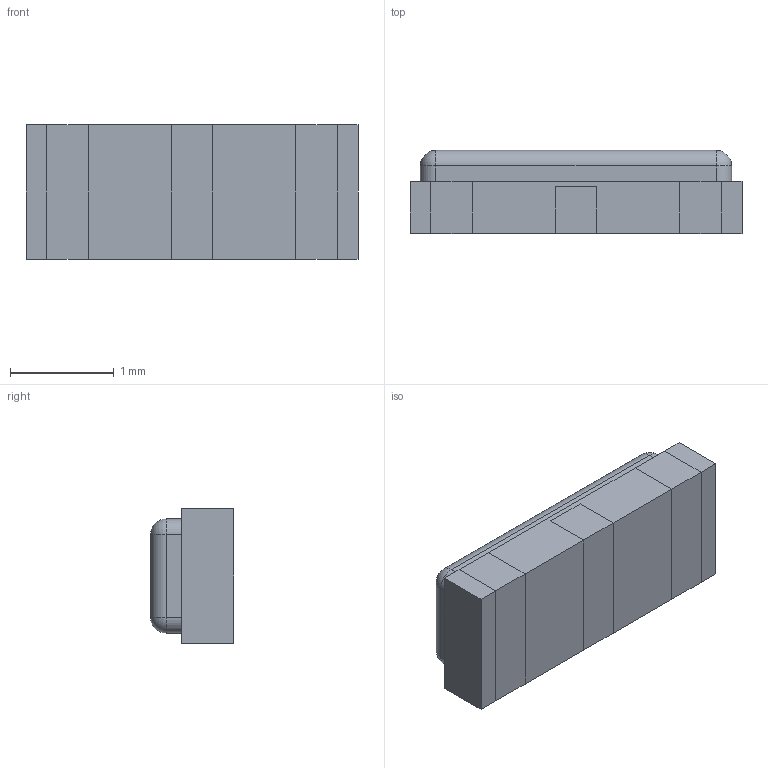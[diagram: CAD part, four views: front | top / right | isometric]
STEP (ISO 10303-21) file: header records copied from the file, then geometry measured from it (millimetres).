
FILE_DESCRIPTION (( 'STEP AP214' ), '1' );
FILE_NAME ('CSTNE12M0G55A000R0-1.STEP', '2023-08-17T15:51:08', ( '' ), ( '' ), 'SwSTEP 2.0', 'SolidWorks 2021', '' );
FILE_SCHEMA (( 'AUTOMOTIVE_DESIGN' ));
Length unit declared in the file: millimetre
Products named in the file (1): CSTNE12M0G55A000R0-1
Bounding box: 3.2 x 0.8 x 1.3 mm (x, y, z)
Volume: 3 mm3; surface area: 29.8 mm2
Topology: 7 solids, 7 shells, 58 faces, 124 edges, 76 vertices
Faces by surface type: plane 46, cylinder 8, sphere 4
Entity records: 1592 total; most frequent: CARTESIAN_POINT 255, DIRECTION 254, ORIENTED_EDGE 240, EDGE_CURVE 120, LINE 104, VECTOR 104, VERTEX_POINT 76, AXIS2_PLACEMENT_3D 75
